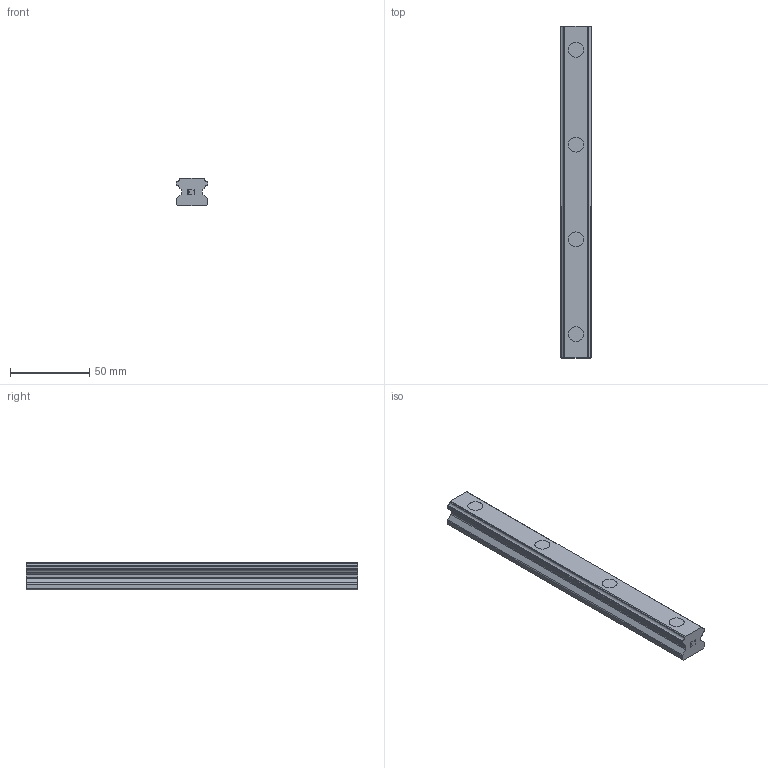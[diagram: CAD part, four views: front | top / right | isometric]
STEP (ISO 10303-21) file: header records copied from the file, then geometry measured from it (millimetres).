
FILE_DESCRIPTION(('STEP AP214'),'1');
FILE_NAME('cctmp_CFD57118-DDAC-452A-B535-D4E69B366B92_2020_5_18_13_39_13_901..stp','2020-05-18T11:39:13',('HIWIN GmbH'),('CADClick - www.CADClick.com'),'Spatial InterOp 3D',' ','unknown authorization');
FILE_SCHEMA(('AUTOMOTIVE_DESIGN'));
Length unit declared in the file: millimetre
Products named in the file (1): HGR20R210H_FILE
Bounding box: 20 x 210 x 17.5 mm (x, y, z)
Volume: 59640.2 mm3; surface area: 18604.8 mm2
Topology: 1 solids, 1 shells, 143 faces, 375 edges, 250 vertices
Faces by surface type: plane 97, cylinder 46
Entity records: 5569 total; most frequent: CARTESIAN_POINT 769, DIRECTION 755, ORIENTED_EDGE 750, EDGE_CURVE 375, LINE 283, VECTOR 283, VERTEX_POINT 250, AXIS2_PLACEMENT_3D 236
